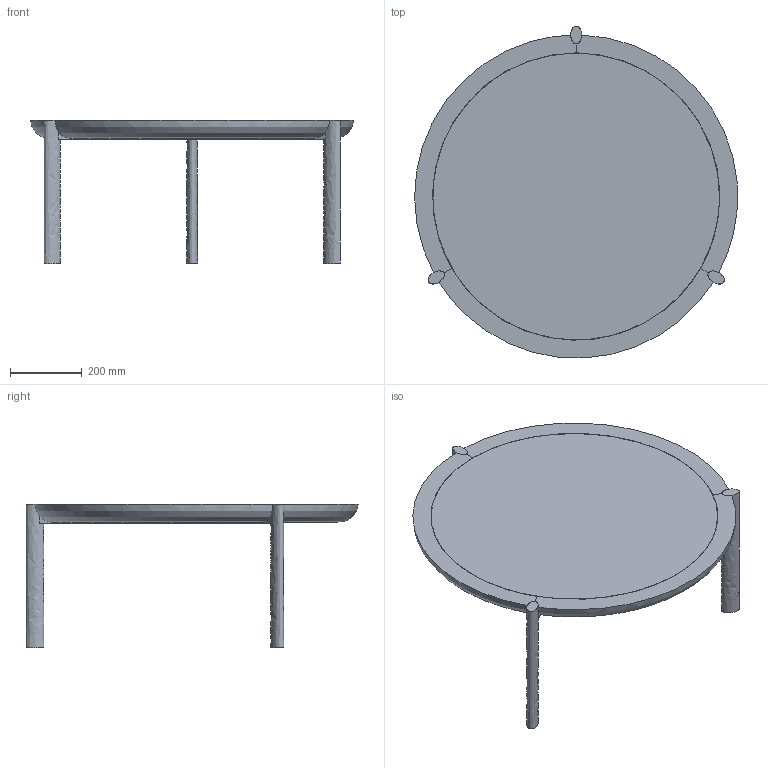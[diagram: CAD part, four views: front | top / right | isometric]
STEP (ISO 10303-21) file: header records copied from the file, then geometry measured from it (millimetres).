
FILE_DESCRIPTION(/* description */ (''),/* implementation_level */ '2;1');
FILE_NAME(/* name */ 'Spoke_CB-322_3D',/* time_stamp */ '2023-10-06T13:19:12+02:00',/* author */ (''),/* organization */ (''),/* preprocessor_version */ 'ST-DEVELOPER v16.5',/* originating_system */ 'Rhino 7.31',/* authorisation */ '');
FILE_SCHEMA (('AUTOMOTIVE_DESIGN'));
Length unit declared in the file: centimetre
Products named in the file (2): Document; Spoke_CB-322
Assembly tree (1 placements, depth 2):
  Document
    Spoke_CB-322
Bounding box: 898.89 x 924.45 x 400 mm (x, y, z)
Volume: 4003103.5 mm3; surface area: 1888251.7 mm2
Topology: 1 solids, 23 shells, 81 faces, 243 edges, 184 vertices
Faces by surface type: plane 56, bspline 24, cylinder 1
Full cylindrical faces by diameter (mm): 798 x1
Entity records: 7436 total; most frequent: CARTESIAN_POINT 5708, ORIENTED_EDGE 360, EDGE_CURVE 243, B_SPLINE_CURVE_WITH_KNOTS 204, VERTEX_POINT 184, EDGE_LOOP 84, ADVANCED_FACE 81, FACE_OUTER_BOUND 81
